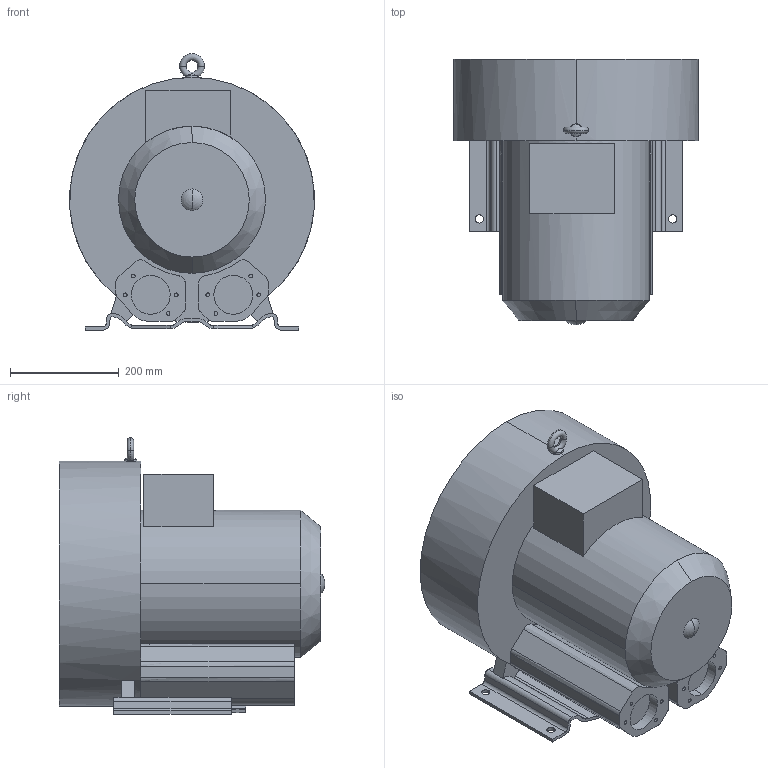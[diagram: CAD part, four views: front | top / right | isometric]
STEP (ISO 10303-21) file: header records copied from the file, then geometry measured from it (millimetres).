
FILE_DESCRIPTION((''),'2;1');
FILE_NAME('2RB810-1AQ16','2025-02-17T',('Administrator'),(''),'PRO/ENGINEER BY PARAMETRIC TECHNOLOGY CORPORATION, 2007090','PRO/ENGINEER BY PARAMETRIC TECHNOLOGY CORPORATION, 2007090','');
FILE_SCHEMA(('AUTOMOTIVE_DESIGN_CC2 { 1 2 10303 214 -1 1 5 2 }'));
Length unit declared in the file: millimetre
Products named in the file (1): 2RB810-1AQ16
Bounding box: 451 x 489 x 509.31 mm (x, y, z)
Volume: 50790812.1 mm3; surface area: 1281875.5 mm2
Topology: 1 solids, 1 shells, 181 faces, 566 edges, 397 vertices
Faces by surface type: plane 81, cylinder 74, extrusion 10, cone 6, bspline 4, torus 4, sphere 2
Entity records: 7039 total; most frequent: CARTESIAN_POINT 1774, ORIENTED_EDGE 1128, DIRECTION 1115, EDGE_CURVE 564, AXIS2_PLACEMENT_3D 430, VERTEX_POINT 397, CIRCLE 263, VECTOR 255
